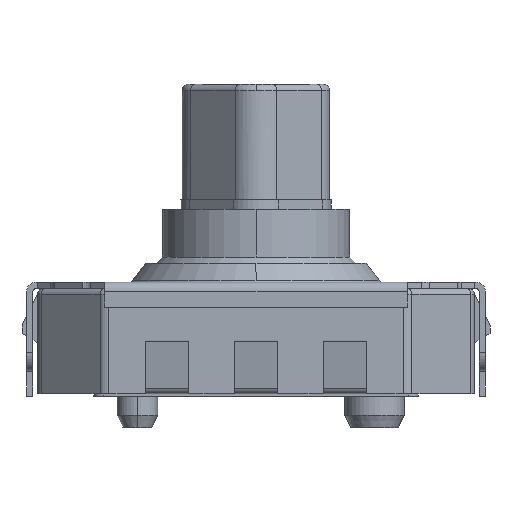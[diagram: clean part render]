
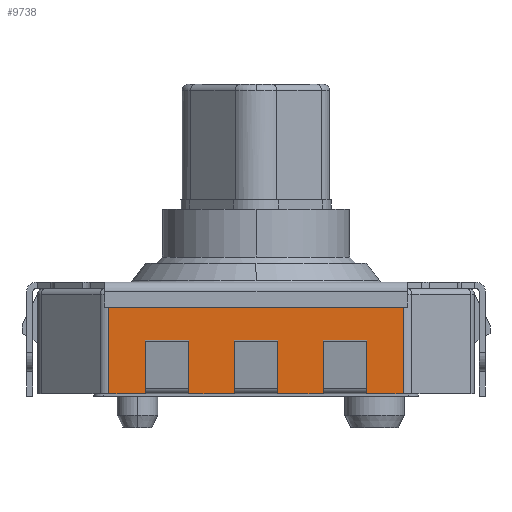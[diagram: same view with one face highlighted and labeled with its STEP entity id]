
A CAD part, left-side view. The second image highlights one B-rep face of the part: STEP entity #9738.
In plain terms, the highlighted planar face has unit normal (-1, 0, 0).
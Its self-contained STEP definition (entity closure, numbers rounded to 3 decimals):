
#167 = FACE_OUTER_BOUND ( 'NONE', #8058, .T. ) ;
#505 = VECTOR ( 'NONE', #9070, 1000. ) ;
#571 = VERTEX_POINT ( 'NONE', #6303 ) ;
#583 = VERTEX_POINT ( 'NONE', #8817 ) ;
#653 = VERTEX_POINT ( 'NONE', #2037 ) ;
#727 = CARTESIAN_POINT ( 'NONE',  ( -3.5, 2.357, 1.73 ) ) ;
#844 = VECTOR ( 'NONE', #5325, 1000. ) ;
#887 = LINE ( 'NONE', #4419, #6943 ) ;
#976 = ORIENTED_EDGE ( 'NONE', *, *, #3754, .F. ) ;
#1003 = CARTESIAN_POINT ( 'NONE',  ( -3.5, 0., 1.73 ) ) ;
#1055 = EDGE_CURVE ( 'NONE', #4676, #6620, #887, .T. ) ;
#1163 = VECTOR ( 'NONE', #9692, 1000. ) ;
#1394 = DIRECTION ( 'NONE',  ( 0., 1., 0. ) ) ;
#1525 = VERTEX_POINT ( 'NONE', #3385 ) ;
#1540 = DIRECTION ( 'NONE',  ( 0., 0., 1. ) ) ;
#1604 = DIRECTION ( 'NONE',  ( 0., 0., 1. ) ) ;
#1607 = ORIENTED_EDGE ( 'NONE', *, *, #6424, .F. ) ;
#1738 = VERTEX_POINT ( 'NONE', #8374 ) ;
#1817 = CARTESIAN_POINT ( 'NONE',  ( -3.5, 0.35, 1.73 ) ) ;
#1832 = DIRECTION ( 'NONE',  ( 0., 0., -1. ) ) ;
#1895 = CARTESIAN_POINT ( 'NONE',  ( -3.5, 1.075, 1.73 ) ) ;
#1968 = EDGE_CURVE ( 'NONE', #1970, #7251, #7474, .T. ) ;
#1970 = VERTEX_POINT ( 'NONE', #3091 ) ;
#1986 = VECTOR ( 'NONE', #1604, 1000. ) ;
#2035 = CARTESIAN_POINT ( 'NONE',  ( -3.5, -0.35, 0.04 ) ) ;
#2037 = CARTESIAN_POINT ( 'NONE',  ( -3.5, -1.075, 0.14 ) ) ;
#2065 = DIRECTION ( 'NONE',  ( 0., 0., -1. ) ) ;
#2093 = ORIENTED_EDGE ( 'NONE', *, *, #8376, .F. ) ;
#2116 = LINE ( 'NONE', #6616, #8185 ) ;
#2180 = ORIENTED_EDGE ( 'NONE', *, *, #6850, .F. ) ;
#2272 = CARTESIAN_POINT ( 'NONE',  ( -3.5, 0., 0.04 ) ) ;
#2389 = EDGE_CURVE ( 'NONE', #4405, #2953, #8477, .T. ) ;
#2405 = DIRECTION ( 'NONE',  ( 0., 1., 0. ) ) ;
#2457 = CARTESIAN_POINT ( 'NONE',  ( -3.5, 0.35, 0.04 ) ) ;
#2497 = ORIENTED_EDGE ( 'NONE', *, *, #9609, .F. ) ;
#2648 = DIRECTION ( 'NONE',  ( 0., 1., 0. ) ) ;
#2654 = EDGE_CURVE ( 'NONE', #7714, #571, #5217, .T. ) ;
#2656 = DIRECTION ( 'NONE',  ( 0., 0., -1. ) ) ;
#2689 = LINE ( 'NONE', #4797, #9000 ) ;
#2690 = ORIENTED_EDGE ( 'NONE', *, *, #7712, .F. ) ;
#2934 = EDGE_CURVE ( 'NONE', #7251, #9709, #6977, .T. ) ;
#2953 = VERTEX_POINT ( 'NONE', #4818 ) ;
#3091 = CARTESIAN_POINT ( 'NONE',  ( -3.5, 1.775, 0.04 ) ) ;
#3307 = LINE ( 'NONE', #7578, #7697 ) ;
#3359 = VECTOR ( 'NONE', #2656, 1000. ) ;
#3385 = CARTESIAN_POINT ( 'NONE',  ( -3.5, 1.075, 0.14 ) ) ;
#3557 = DIRECTION ( 'NONE',  ( 0., 0., 1. ) ) ;
#3754 = EDGE_CURVE ( 'NONE', #583, #653, #2689, .T. ) ;
#3834 = EDGE_CURVE ( 'NONE', #9709, #7714, #4867, .T. ) ;
#4052 = LINE ( 'NONE', #7001, #10128 ) ;
#4135 = ORIENTED_EDGE ( 'NONE', *, *, #1055, .F. ) ;
#4330 = LINE ( 'NONE', #9752, #10646 ) ;
#4382 = CARTESIAN_POINT ( 'NONE',  ( -3.5, -2.357, 1.63 ) ) ;
#4405 = VERTEX_POINT ( 'NONE', #2457 ) ;
#4419 = CARTESIAN_POINT ( 'NONE',  ( -3.5, 0., 0.14 ) ) ;
#4517 = CARTESIAN_POINT ( 'NONE',  ( -3.5, -2.357, 1.73 ) ) ;
#4567 = LINE ( 'NONE', #1895, #6476 ) ;
#4676 = VERTEX_POINT ( 'NONE', #7147 ) ;
#4783 = VECTOR ( 'NONE', #6467, 1000. ) ;
#4797 = CARTESIAN_POINT ( 'NONE',  ( -3.5, 0., 0.14 ) ) ;
#4818 = CARTESIAN_POINT ( 'NONE',  ( -3.5, 1.075, 0.04 ) ) ;
#4819 = EDGE_CURVE ( 'NONE', #1525, #7862, #4330, .T. ) ;
#4867 = LINE ( 'NONE', #8235, #505 ) ;
#5141 = ORIENTED_EDGE ( 'NONE', *, *, #3834, .F. ) ;
#5217 = LINE ( 'NONE', #4517, #844 ) ;
#5325 = DIRECTION ( 'NONE',  ( 0., 0., -1. ) ) ;
#5397 = CARTESIAN_POINT ( 'NONE',  ( -3.5, 0., 0.04 ) ) ;
#5663 = CARTESIAN_POINT ( 'NONE',  ( -3.5, 0.35, 0.14 ) ) ;
#5739 = LINE ( 'NONE', #5397, #10144 ) ;
#5852 = VERTEX_POINT ( 'NONE', #2035 ) ;
#5944 = PLANE ( 'NONE',  #9590 ) ;
#6072 = LINE ( 'NONE', #6431, #8286 ) ;
#6257 = VECTOR ( 'NONE', #1394, 1000. ) ;
#6303 = CARTESIAN_POINT ( 'NONE',  ( -3.5, -2.357, 0.04 ) ) ;
#6424 = EDGE_CURVE ( 'NONE', #7862, #1970, #4052, .T. ) ;
#6431 = CARTESIAN_POINT ( 'NONE',  ( -3.5, -1.775, 1.73 ) ) ;
#6467 = DIRECTION ( 'NONE',  ( 0., 0., 1. ) ) ;
#6476 = VECTOR ( 'NONE', #3557, 1000. ) ;
#6539 = CARTESIAN_POINT ( 'NONE',  ( -3.5, -0.35, 1.73 ) ) ;
#6616 = CARTESIAN_POINT ( 'NONE',  ( -3.5, -1.075, 1.73 ) ) ;
#6620 = VERTEX_POINT ( 'NONE', #5663 ) ;
#6730 = CARTESIAN_POINT ( 'NONE',  ( -3.5, 2.357, 1.63 ) ) ;
#6765 = DIRECTION ( 'NONE',  ( 1., 0., 0. ) ) ;
#6778 = ORIENTED_EDGE ( 'NONE', *, *, #7382, .F. ) ;
#6850 = EDGE_CURVE ( 'NONE', #1738, #5852, #3307, .T. ) ;
#6907 = DIRECTION ( 'NONE',  ( 0., 1., 0. ) ) ;
#6943 = VECTOR ( 'NONE', #6907, 1000. ) ;
#6977 = LINE ( 'NONE', #727, #4783 ) ;
#7001 = CARTESIAN_POINT ( 'NONE',  ( -3.5, 1.775, 1.73 ) ) ;
#7056 = DIRECTION ( 'NONE',  ( 0., 1., 0. ) ) ;
#7071 = CARTESIAN_POINT ( 'NONE',  ( -3.5, 1.775, 0.14 ) ) ;
#7147 = CARTESIAN_POINT ( 'NONE',  ( -3.5, -0.35, 0.14 ) ) ;
#7251 = VERTEX_POINT ( 'NONE', #8793 ) ;
#7382 = EDGE_CURVE ( 'NONE', #5852, #4676, #10001, .T. ) ;
#7474 = LINE ( 'NONE', #2272, #1163 ) ;
#7578 = CARTESIAN_POINT ( 'NONE',  ( -3.5, 0., 0.04 ) ) ;
#7647 = VERTEX_POINT ( 'NONE', #9224 ) ;
#7697 = VECTOR ( 'NONE', #2648, 1000. ) ;
#7712 = EDGE_CURVE ( 'NONE', #2953, #1525, #4567, .T. ) ;
#7714 = VERTEX_POINT ( 'NONE', #4382 ) ;
#7862 = VERTEX_POINT ( 'NONE', #7071 ) ;
#8058 = EDGE_LOOP ( 'NONE', ( #2180, #9053, #976, #2497, #2093, #8147, #5141, #8737, #10670, #1607, #10129, #2690, #8319, #10182, #4135, #6778 ) ) ;
#8147 = ORIENTED_EDGE ( 'NONE', *, *, #2654, .F. ) ;
#8185 = VECTOR ( 'NONE', #9985, 1000. ) ;
#8235 = CARTESIAN_POINT ( 'NONE',  ( -3.5, 2.357, 1.63 ) ) ;
#8286 = VECTOR ( 'NONE', #1540, 1000. ) ;
#8319 = ORIENTED_EDGE ( 'NONE', *, *, #2389, .F. ) ;
#8374 = CARTESIAN_POINT ( 'NONE',  ( -3.5, -1.075, 0.04 ) ) ;
#8376 = EDGE_CURVE ( 'NONE', #571, #7647, #5739, .T. ) ;
#8477 = LINE ( 'NONE', #9611, #6257 ) ;
#8737 = ORIENTED_EDGE ( 'NONE', *, *, #2934, .F. ) ;
#8793 = CARTESIAN_POINT ( 'NONE',  ( -3.5, 2.357, 0.04 ) ) ;
#8817 = CARTESIAN_POINT ( 'NONE',  ( -3.5, -1.775, 0.14 ) ) ;
#8918 = EDGE_CURVE ( 'NONE', #653, #1738, #2116, .T. ) ;
#9000 = VECTOR ( 'NONE', #10565, 1000. ) ;
#9053 = ORIENTED_EDGE ( 'NONE', *, *, #8918, .F. ) ;
#9070 = DIRECTION ( 'NONE',  ( 0., -1., 0. ) ) ;
#9224 = CARTESIAN_POINT ( 'NONE',  ( -3.5, -1.775, 0.04 ) ) ;
#9590 = AXIS2_PLACEMENT_3D ( 'NONE', #1003, #6765, #1832 ) ;
#9609 = EDGE_CURVE ( 'NONE', #7647, #583, #6072, .T. ) ;
#9611 = CARTESIAN_POINT ( 'NONE',  ( -3.5, 0., 0.04 ) ) ;
#9692 = DIRECTION ( 'NONE',  ( 0., 1., 0. ) ) ;
#9709 = VERTEX_POINT ( 'NONE', #6730 ) ;
#9738 = ADVANCED_FACE ( 'NONE', ( #167 ), #5944, .F. ) ;
#9752 = CARTESIAN_POINT ( 'NONE',  ( -3.5, 0., 0.14 ) ) ;
#9938 = LINE ( 'NONE', #1817, #3359 ) ;
#9985 = DIRECTION ( 'NONE',  ( 0., 0., -1. ) ) ;
#10001 = LINE ( 'NONE', #6539, #1986 ) ;
#10128 = VECTOR ( 'NONE', #2065, 1000. ) ;
#10129 = ORIENTED_EDGE ( 'NONE', *, *, #4819, .F. ) ;
#10144 = VECTOR ( 'NONE', #7056, 1000. ) ;
#10182 = ORIENTED_EDGE ( 'NONE', *, *, #10328, .F. ) ;
#10328 = EDGE_CURVE ( 'NONE', #6620, #4405, #9938, .T. ) ;
#10565 = DIRECTION ( 'NONE',  ( 0., 1., 0. ) ) ;
#10646 = VECTOR ( 'NONE', #2405, 1000. ) ;
#10670 = ORIENTED_EDGE ( 'NONE', *, *, #1968, .F. ) ;
